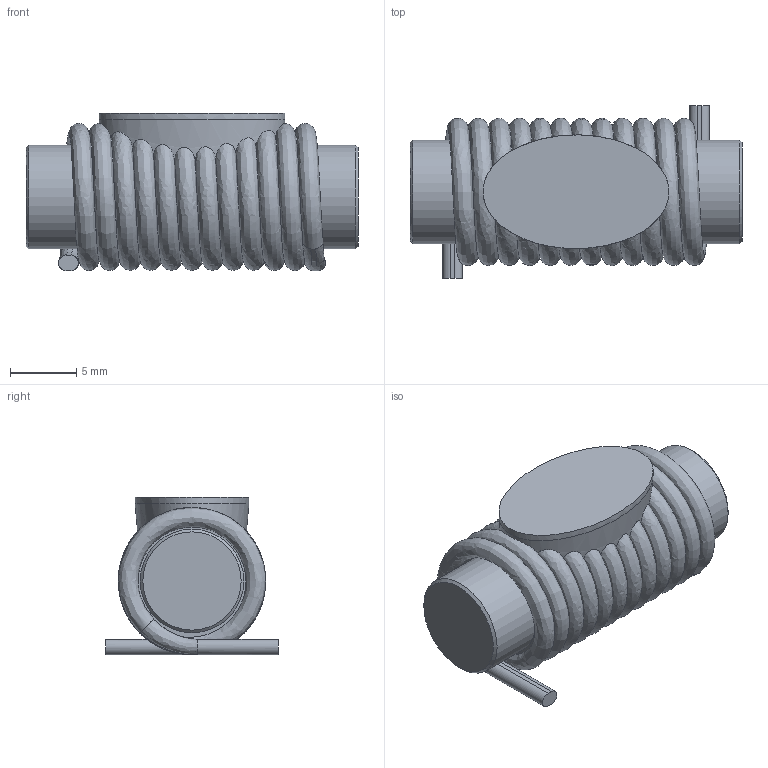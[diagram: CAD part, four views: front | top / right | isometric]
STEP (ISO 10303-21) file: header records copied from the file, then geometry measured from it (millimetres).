
FILE_DESCRIPTION(/* description */ ('Unknown'),/* implementation_level */ '2;1');
FILE_NAME(/* name */ 'L_Wurth_WE-RCIS_7847232045',/* time_stamp */ '2025-06-18T14:22:20+08:00',/* author */ ('Unknown'),/* organization */ ('Unknown'),/* preprocessor_version */ 'ST-DEVELOPER v19.4',/* originating_system */ 'Solid Edge',/* authorisation */ 'Unknown');
FILE_SCHEMA (('AUTOMOTIVE_DESIGN {1 0 10303 214 3 1 1}'));
Length unit declared in the file: millimetre
Products named in the file (2): L_Wurth_WE-RCIS_7847232045
Assembly tree (1 placements, depth 2):
  L_Wurth_WE-RCIS_7847232045
    L_Wurth_WE-RCIS_7847232045
Bounding box: 25 x 13 x 11.85 mm (x, y, z)
Volume: 2120.1 mm3; surface area: 1423.9 mm2
Topology: 1 solids, 1 shells, 48 faces, 153 edges, 108 vertices
Faces by surface type: bspline 19, cylinder 16, plane 11, cone 2
Full cylindrical faces by diameter (mm): 7.8 x2
Entity records: 6197 total; most frequent: CARTESIAN_POINT 4800, ORIENTED_EDGE 282, EDGE_CURVE 141, VERTEX_POINT 105, DIRECTION 104, B_SPLINE_CURVE_WITH_KNOTS 92, EDGE_LOOP 58, FACE_BOUND 58
